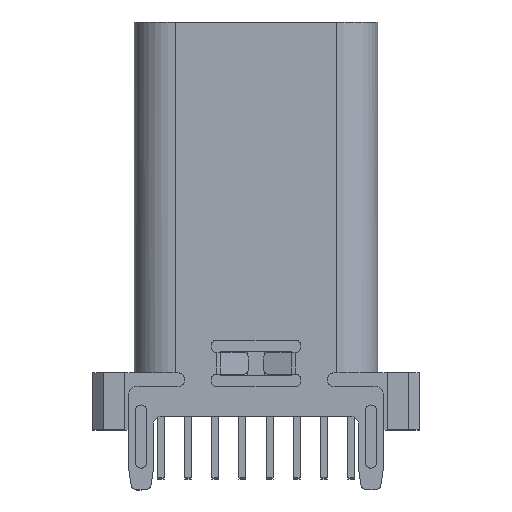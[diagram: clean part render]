
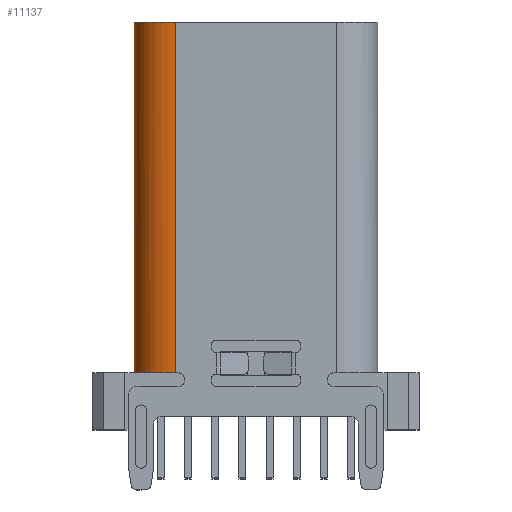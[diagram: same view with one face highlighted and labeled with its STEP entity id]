
A CAD part, top view. The second image highlights one B-rep face of the part: STEP entity #11137.
In plain terms, the highlighted cylindrical face has radius 1.5 mm (diameter 3 mm), a partial arc.
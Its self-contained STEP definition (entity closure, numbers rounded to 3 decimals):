
#1167 = LINE ( 'NONE', #8370, #1170 ) ;
#1170 = VECTOR ( 'NONE', #8372, 1000. ) ;
#2897 = EDGE_LOOP ( 'NONE', ( #6503, #6495, #6494, #6009, #6571 ) ) ;
#3846 = AXIS2_PLACEMENT_3D ( 'NONE', #18888, #18889, #18890 ) ;
#3847 = AXIS2_PLACEMENT_3D ( 'NONE', #18893, #18894, #18895 ) ;
#5695 = EDGE_CURVE ( 'NONE', #14241, #10896, #1167, .T. ) ;
#6009 = ORIENTED_EDGE ( 'NONE', *, *, #20439, .T. ) ;
#6494 = ORIENTED_EDGE ( 'NONE', *, *, #5695, .T. ) ;
#6495 = ORIENTED_EDGE ( 'NONE', *, *, #12889, .T. ) ;
#6503 = ORIENTED_EDGE ( 'NONE', *, *, #12888, .F. ) ;
#6571 = ORIENTED_EDGE ( 'NONE', *, *, #12890, .T. ) ;
#8065 = AXIS2_PLACEMENT_3D ( 'NONE', #16344, #16333, #16352 ) ;
#8370 = CARTESIAN_POINT ( 'NONE',  ( 3.132, 19.513, 3.083 ) ) ;
#8372 = DIRECTION ( 'NONE',  ( 0., -1., 0. ) ) ;
#8972 = CARTESIAN_POINT ( 'NONE',  ( 3.132, 4.513, 3.083 ) ) ;
#8998 = CARTESIAN_POINT ( 'NONE',  ( 3.693, 4.513, 4.253 ) ) ;
#10442 = CARTESIAN_POINT ( 'NONE',  ( 3.132, 4.513, 3.307 ) ) ;
#10443 = CARTESIAN_POINT ( 'NONE',  ( 3.132, 4.513, 3.083 ) ) ;
#10468 = CARTESIAN_POINT ( 'NONE',  ( 3.182, 4.513, 3.53 ) ) ;
#10470 = CARTESIAN_POINT ( 'NONE',  ( 3.376, 4.513, 3.934 ) ) ;
#10471 = CARTESIAN_POINT ( 'NONE',  ( 3.518, 4.513, 4.113 ) ) ;
#10472 = CARTESIAN_POINT ( 'NONE',  ( 3.693, 4.513, 4.253 ) ) ;
#10896 = VERTEX_POINT ( 'NONE', #8972 ) ;
#10922 = VERTEX_POINT ( 'NONE', #8998 ) ;
#11137 = ADVANCED_FACE ( 'NONE', ( #11427 ), #11435, .T. ) ;
#11427 = FACE_OUTER_BOUND ( 'NONE', #2897, .T. ) ;
#11435 = CYLINDRICAL_SURFACE ( 'NONE', #8065, 1.5 ) ;
#11857 = LINE ( 'NONE', #18877, #11859 ) ;
#11858 = CIRCLE ( 'NONE', #3846, 1.5 ) ;
#11859 = VECTOR ( 'NONE', #18872, 1000. ) ;
#11860 = CIRCLE ( 'NONE', #3847, 1.5 ) ;
#12798 = VERTEX_POINT ( 'NONE', #18766 ) ;
#12888 = EDGE_CURVE ( 'NONE', #14216, #12798, #11857, .T. ) ;
#12889 = EDGE_CURVE ( 'NONE', #14216, #14241, #11858, .T. ) ;
#12890 = EDGE_CURVE ( 'NONE', #10922, #12798, #11860, .T. ) ;
#13795 = B_SPLINE_CURVE_WITH_KNOTS ( 'NONE', 3,
 ( #10443, #10442, #10468, #10470, #10471, #10472 ),
 .UNSPECIFIED., .F., .F.,
 ( 4, 2, 4 ),
 ( 0., 0.5, 1. ),
 .UNSPECIFIED. ) ;
#14216 = VERTEX_POINT ( 'NONE', #19130 ) ;
#14241 = VERTEX_POINT ( 'NONE', #19154 ) ;
#16333 = DIRECTION ( 'NONE',  ( 0., -1., 0. ) ) ;
#16344 = CARTESIAN_POINT ( 'NONE',  ( 4.632, 19.513, 3.083 ) ) ;
#16352 = DIRECTION ( 'NONE',  ( 0., 0., -1. ) ) ;
#18766 = CARTESIAN_POINT ( 'NONE',  ( 4.632, 4.513, 4.583 ) ) ;
#18872 = DIRECTION ( 'NONE',  ( 0., -1., 0. ) ) ;
#18877 = CARTESIAN_POINT ( 'NONE',  ( 4.632, 19.513, 4.583 ) ) ;
#18888 = CARTESIAN_POINT ( 'NONE',  ( 4.632, 17.413, 3.083 ) ) ;
#18889 = DIRECTION ( 'NONE',  ( 0., -1., 0. ) ) ;
#18890 = DIRECTION ( 'NONE',  ( 0., 0., -1. ) ) ;
#18893 = CARTESIAN_POINT ( 'NONE',  ( 4.632, 4.513, 3.083 ) ) ;
#18894 = DIRECTION ( 'NONE',  ( 0., 1., 0. ) ) ;
#18895 = DIRECTION ( 'NONE',  ( 0., 0., -1. ) ) ;
#19130 = CARTESIAN_POINT ( 'NONE',  ( 4.632, 17.413, 4.583 ) ) ;
#19154 = CARTESIAN_POINT ( 'NONE',  ( 3.132, 17.413, 3.083 ) ) ;
#20439 = EDGE_CURVE ( 'NONE', #10896, #10922, #13795, .T. ) ;
